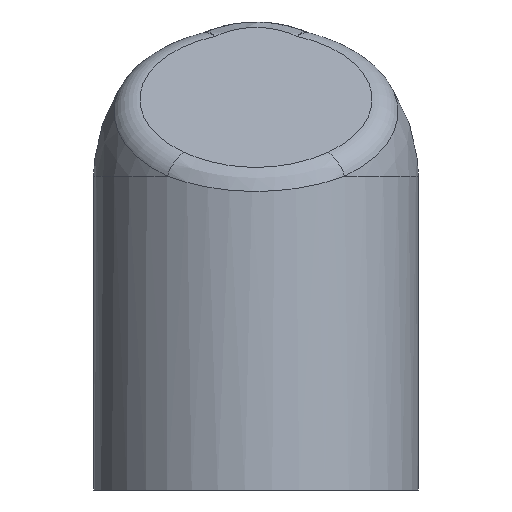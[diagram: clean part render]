
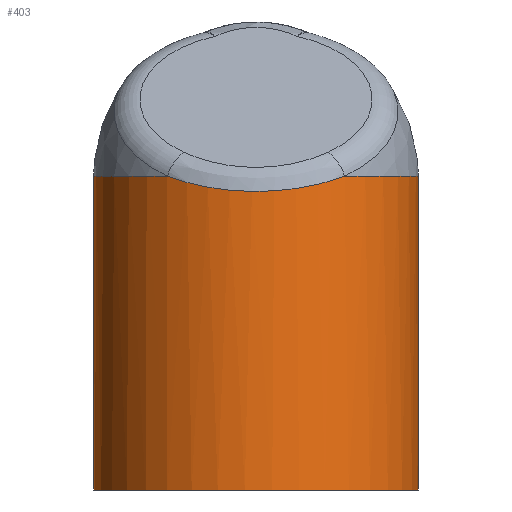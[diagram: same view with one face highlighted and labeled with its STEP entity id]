
A CAD part, left-side view. The second image highlights one B-rep face of the part: STEP entity #403.
In plain terms, the highlighted cylindrical face has radius 16.5 mm (diameter 33 mm), a full revolution.
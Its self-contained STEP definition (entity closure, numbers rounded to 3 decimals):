
#47=ELLIPSE('',#466,19.087,16.5);
#51=CYLINDRICAL_SURFACE('',#464,16.5);
#61=B_SPLINE_CURVE_WITH_KNOTS('',3,(#721,#722,#723,#724,#725,#726,#727,
#728,#729,#730,#731,#732,#733),.UNSPECIFIED.,.F.,.F.,(4,1,1,1,1,1,1,1,1,
1,4),(0.,0.006,0.011,0.017,0.019,
0.022,0.025,0.028,0.033,
0.039,0.044),.UNSPECIFIED.);
#101=ORIENTED_EDGE('',*,*,#190,.T.);
#102=ORIENTED_EDGE('',*,*,#191,.T.);
#103=ORIENTED_EDGE('',*,*,#169,.T.);
#104=ORIENTED_EDGE('',*,*,#192,.T.);
#105=ORIENTED_EDGE('',*,*,#193,.F.);
#169=EDGE_CURVE('',#219,#220,#254,.T.);
#190=EDGE_CURVE('',#239,#240,#268,.T.);
#191=EDGE_CURVE('',#240,#219,#61,.T.);
#192=EDGE_CURVE('',#220,#239,#47,.F.);
#193=EDGE_CURVE('',#241,#241,#269,.T.);
#219=VERTEX_POINT('',#621);
#220=VERTEX_POINT('',#622);
#239=VERTEX_POINT('',#719);
#240=VERTEX_POINT('',#720);
#241=VERTEX_POINT('',#736);
#254=CIRCLE('',#437,16.5);
#268=CIRCLE('',#465,16.5);
#269=CIRCLE('',#467,16.5);
#310=EDGE_LOOP('',(#101,#102,#103,#104));
#311=EDGE_LOOP('',(#105));
#361=FACE_BOUND('',#310,.T.);
#362=FACE_BOUND('',#311,.T.);
#403=ADVANCED_FACE('',(#361,#362),#51,.T.);
#437=AXIS2_PLACEMENT_3D('',#620,#500,#501);
#464=AXIS2_PLACEMENT_3D('',#717,#554,#555);
#465=AXIS2_PLACEMENT_3D('',#718,#556,#557);
#466=AXIS2_PLACEMENT_3D('',#734,#558,#559);
#467=AXIS2_PLACEMENT_3D('',#735,#560,#561);
#500=DIRECTION('',(0.,0.,-1.));
#501=DIRECTION('',(1.,0.,0.));
#554=DIRECTION('',(0.,0.,-1.));
#555=DIRECTION('',(-1.,0.,0.));
#556=DIRECTION('',(0.,0.,-1.));
#557=DIRECTION('',(1.,0.,0.));
#558=DIRECTION('',(-0.503,0.,0.864));
#559=DIRECTION('',(-0.864,0.,-0.503));
#560=DIRECTION('',(0.,0.,-1.));
#561=DIRECTION('',(1.,0.,0.));
#620=CARTESIAN_POINT('',(0.,0.,31.853));
#621=CARTESIAN_POINT('',(9.556,-13.451,31.853));
#622=CARTESIAN_POINT('',(-13.837,-8.988,31.853));
#717=CARTESIAN_POINT('',(0.,0.,31.853));
#718=CARTESIAN_POINT('',(0.,0.,31.853));
#719=CARTESIAN_POINT('',(-13.837,8.988,31.853));
#720=CARTESIAN_POINT('',(9.556,13.451,31.853));
#721=CARTESIAN_POINT('',(9.556,13.451,31.853));
#722=CARTESIAN_POINT('',(9.901,13.206,30.042));
#723=CARTESIAN_POINT('',(11.225,12.224,26.689));
#724=CARTESIAN_POINT('',(13.677,9.532,22.473));
#725=CARTESIAN_POINT('',(15.485,6.126,19.766));
#726=CARTESIAN_POINT('',(16.347,2.737,18.519));
#727=CARTESIAN_POINT('',(16.58,-0.031,18.186));
#728=CARTESIAN_POINT('',(16.334,-2.813,18.537));
#729=CARTESIAN_POINT('',(15.461,-6.179,19.8));
#730=CARTESIAN_POINT('',(13.653,-9.563,22.511));
#731=CARTESIAN_POINT('',(11.215,-12.231,26.714));
#732=CARTESIAN_POINT('',(9.901,-13.206,30.041));
#733=CARTESIAN_POINT('',(9.556,-13.451,31.853));
#734=CARTESIAN_POINT('',(0.,0.,39.898));
#735=CARTESIAN_POINT('',(0.,0.,0.));
#736=CARTESIAN_POINT('',(16.5,0.,0.));
